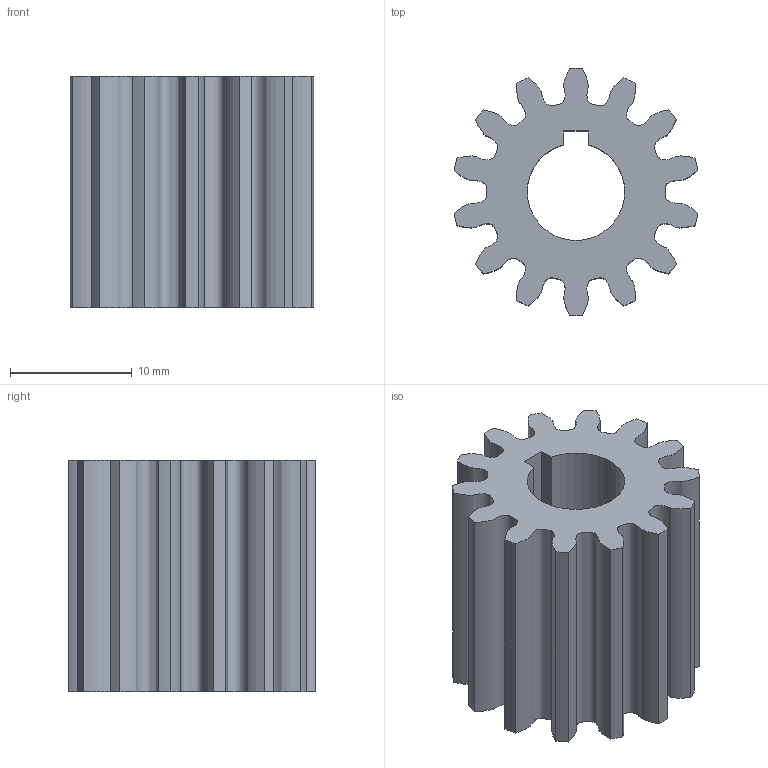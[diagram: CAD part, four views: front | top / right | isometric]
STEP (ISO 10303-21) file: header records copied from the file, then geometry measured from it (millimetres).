
FILE_DESCRIPTION (( 'STEP AP214' ), '1' );
FILE_NAME ('217-3414-STEP.STEP', '2013-12-09T15:47:49', ( '' ), ( '' ), 'SwSTEP 2.0', 'SolidWorks 2013', '' );
FILE_SCHEMA (( 'AUTOMOTIVE_DESIGN' ));
Length unit declared in the file: millimetre
Products named in the file (1): 217-3414-STEP
Bounding box: 20.01 x 20.32 x 19.05 mm (x, y, z)
Volume: 3218.1 mm3; surface area: 3056.3 mm2
Topology: 1 solids, 1 shells, 36 faces, 102 edges, 68 vertices
Faces by surface type: cylinder 17, bspline 14, plane 5
Entity records: 5726 total; most frequent: CARTESIAN_POINT 4813, ORIENTED_EDGE 204, DIRECTION 154, EDGE_CURVE 102, VERTEX_POINT 68, AXIS2_PLACEMENT_3D 57, LINE 40, VECTOR 40
